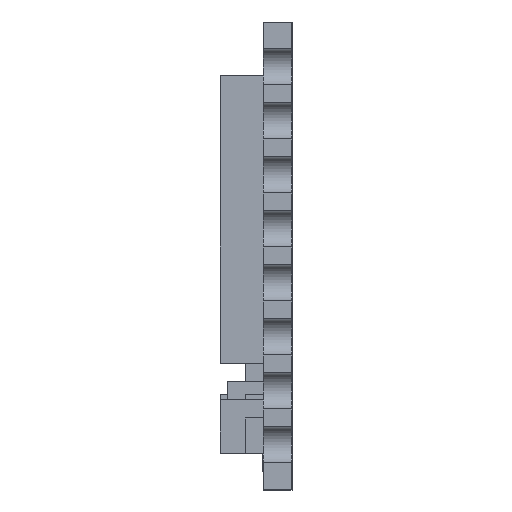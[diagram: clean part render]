
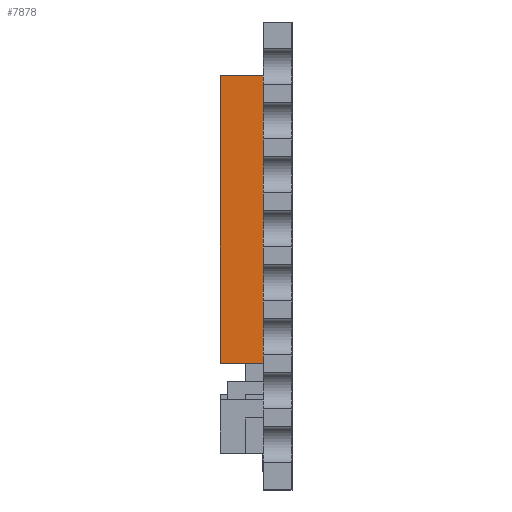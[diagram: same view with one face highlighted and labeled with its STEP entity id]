
A CAD part, left-side view. The second image highlights one B-rep face of the part: STEP entity #7878.
In plain terms, the highlighted planar face has unit normal (-1, 0, 0).
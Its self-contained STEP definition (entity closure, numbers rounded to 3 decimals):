
#74 = EDGE_CURVE ( 'NONE', #5661, #1690, #3048, .T. ) ;
#165 = LINE ( 'NONE', #5233, #6011 ) ;
#1262 = VECTOR ( 'NONE', #8302, 1000. ) ;
#1690 = VERTEX_POINT ( 'NONE', #2721 ) ;
#1996 = DIRECTION ( 'NONE',  ( 0., 0., 1. ) ) ;
#2097 = PLANE ( 'NONE',  #5870 ) ;
#2109 = LINE ( 'NONE', #8292, #7629 ) ;
#2120 = FACE_OUTER_BOUND ( 'NONE', #4839, .T. ) ;
#2190 = DIRECTION ( 'NONE',  ( 1., 0., 0. ) ) ;
#2468 = CARTESIAN_POINT ( 'NONE',  ( -12.159, 2., -2.983 ) ) ;
#2486 = ORIENTED_EDGE ( 'NONE', *, *, #4709, .T. ) ;
#2510 = EDGE_CURVE ( 'NONE', #1690, #6747, #165, .T. ) ;
#2721 = CARTESIAN_POINT ( 'NONE',  ( -12.159, 2., 5.017 ) ) ;
#2723 = VERTEX_POINT ( 'NONE', #8215 ) ;
#2886 = DIRECTION ( 'NONE',  ( 0., -1., 0. ) ) ;
#2994 = DIRECTION ( 'NONE',  ( 0., -1., 0. ) ) ;
#3048 = LINE ( 'NONE', #4636, #1262 ) ;
#3191 = ORIENTED_EDGE ( 'NONE', *, *, #7022, .T. ) ;
#3528 = CARTESIAN_POINT ( 'NONE',  ( -12.159, 0.8, 5.017 ) ) ;
#3594 = DIRECTION ( 'NONE',  ( 0., 0., -1. ) ) ;
#4045 = VECTOR ( 'NONE', #2886, 1000. ) ;
#4636 = CARTESIAN_POINT ( 'NONE',  ( -12.159, 2., -2.983 ) ) ;
#4709 = EDGE_CURVE ( 'NONE', #5661, #2723, #8335, .T. ) ;
#4839 = EDGE_LOOP ( 'NONE', ( #3191, #6602, #7927, #2486 ) ) ;
#5233 = CARTESIAN_POINT ( 'NONE',  ( -12.159, 2., 5.017 ) ) ;
#5661 = VERTEX_POINT ( 'NONE', #2468 ) ;
#5870 = AXIS2_PLACEMENT_3D ( 'NONE', #8618, #2190, #3594 ) ;
#6011 = VECTOR ( 'NONE', #2994, 1000. ) ;
#6602 = ORIENTED_EDGE ( 'NONE', *, *, #2510, .F. ) ;
#6747 = VERTEX_POINT ( 'NONE', #3528 ) ;
#7022 = EDGE_CURVE ( 'NONE', #2723, #6747, #2109, .T. ) ;
#7629 = VECTOR ( 'NONE', #1996, 1000. ) ;
#7878 = ADVANCED_FACE ( 'NONE', ( #2120 ), #2097, .F. ) ;
#7927 = ORIENTED_EDGE ( 'NONE', *, *, #74, .F. ) ;
#7951 = CARTESIAN_POINT ( 'NONE',  ( -12.159, 2., -2.983 ) ) ;
#8215 = CARTESIAN_POINT ( 'NONE',  ( -12.159, 0.8, -2.983 ) ) ;
#8292 = CARTESIAN_POINT ( 'NONE',  ( -12.159, 0.8, -2.983 ) ) ;
#8302 = DIRECTION ( 'NONE',  ( 0., 0., 1. ) ) ;
#8335 = LINE ( 'NONE', #7951, #4045 ) ;
#8618 = CARTESIAN_POINT ( 'NONE',  ( -12.159, 2., -2.983 ) ) ;
